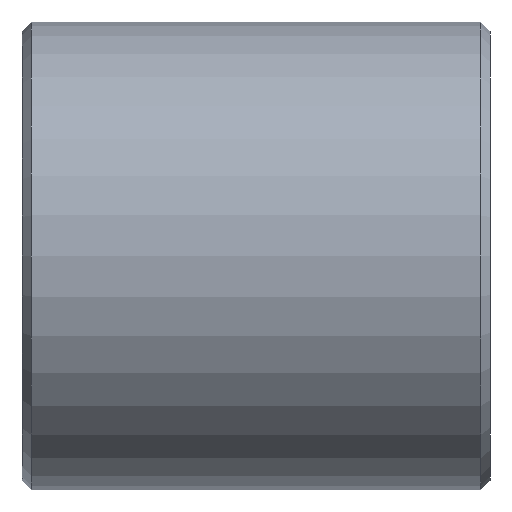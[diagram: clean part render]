
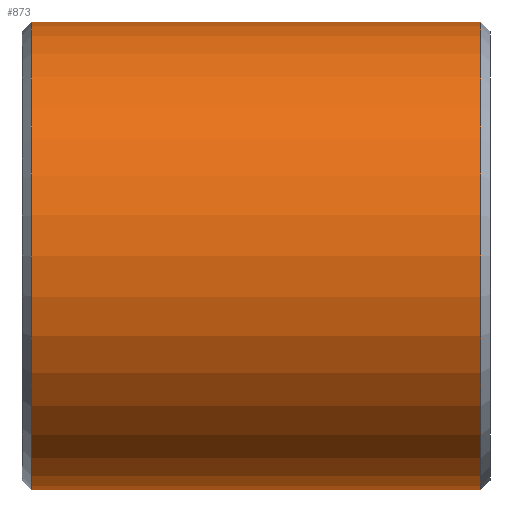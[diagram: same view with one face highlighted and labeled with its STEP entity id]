
A CAD part, left-side view. The second image highlights one B-rep face of the part: STEP entity #873.
In plain terms, the highlighted cylindrical face has radius 3.171 mm (diameter 6.342 mm), a partial arc.
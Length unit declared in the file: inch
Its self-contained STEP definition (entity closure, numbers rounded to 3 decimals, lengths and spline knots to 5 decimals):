
#350 = VERTEX_POINT ( 'NONE', #3397 ) ;
#590 = AXIS2_PLACEMENT_3D ( 'NONE', #4854, #4795, #630 ) ;
#630 = DIRECTION ( 'NONE',  ( 0., 0., 1. ) ) ;
#873 = ADVANCED_FACE ( 'NONE', ( #909 ), #4994, .T. ) ;
#909 = FACE_OUTER_BOUND ( 'NONE', #2360, .T. ) ;
#1023 = VECTOR ( 'NONE', #4934, 39.37008 ) ;
#1061 = CARTESIAN_POINT ( 'NONE',  ( 0., 0.245, 0. ) ) ;
#1079 = DIRECTION ( 'NONE',  ( 0., 0., 1. ) ) ;
#1099 = DIRECTION ( 'NONE',  ( 0., -1., 0. ) ) ;
#1137 = CARTESIAN_POINT ( 'NONE',  ( 0., 0.25, 0. ) ) ;
#1315 = CARTESIAN_POINT ( 'NONE',  ( 0., 0.245, 0.12485 ) ) ;
#1480 = EDGE_CURVE ( 'NONE', #4132, #3278, #5243, .T. ) ;
#1567 = ORIENTED_EDGE ( 'NONE', *, *, #3196, .F. ) ;
#1686 = ORIENTED_EDGE ( 'NONE', *, *, #3516, .T. ) ;
#1776 = DIRECTION ( 'NONE',  ( 0., -1., 0. ) ) ;
#1882 = ORIENTED_EDGE ( 'NONE', *, *, #4233, .T. ) ;
#1912 = DIRECTION ( 'NONE',  ( 0., -1., 0. ) ) ;
#2267 = CARTESIAN_POINT ( 'NONE',  ( 0., 0.245, -0.12485 ) ) ;
#2334 = LINE ( 'NONE', #4296, #3251 ) ;
#2360 = EDGE_LOOP ( 'NONE', ( #1567, #4273, #1686, #1882 ) ) ;
#2628 = VERTEX_POINT ( 'NONE', #3285 ) ;
#2833 = DIRECTION ( 'NONE',  ( 0., 0., -1. ) ) ;
#3165 = AXIS2_PLACEMENT_3D ( 'NONE', #1061, #1912, #1079 ) ;
#3196 = EDGE_CURVE ( 'NONE', #4132, #2628, #2334, .T. ) ;
#3251 = VECTOR ( 'NONE', #1776, 39.37008 ) ;
#3278 = VERTEX_POINT ( 'NONE', #2267 ) ;
#3285 = CARTESIAN_POINT ( 'NONE',  ( 0., 0.005, 0.12485 ) ) ;
#3385 = LINE ( 'NONE', #4443, #1023 ) ;
#3397 = CARTESIAN_POINT ( 'NONE',  ( 0., 0.005, -0.12485 ) ) ;
#3516 = EDGE_CURVE ( 'NONE', #3278, #350, #3385, .T. ) ;
#4132 = VERTEX_POINT ( 'NONE', #1315 ) ;
#4233 = EDGE_CURVE ( 'NONE', #350, #2628, #5227, .T. ) ;
#4273 = ORIENTED_EDGE ( 'NONE', *, *, #1480, .T. ) ;
#4296 = CARTESIAN_POINT ( 'NONE',  ( 0., 0.25, 0.12485 ) ) ;
#4443 = CARTESIAN_POINT ( 'NONE',  ( 0., 0.25, -0.12485 ) ) ;
#4795 = DIRECTION ( 'NONE',  ( 0., 1., 0. ) ) ;
#4854 = CARTESIAN_POINT ( 'NONE',  ( 0., 0.005, 0. ) ) ;
#4934 = DIRECTION ( 'NONE',  ( 0., -1., 0. ) ) ;
#4994 = CYLINDRICAL_SURFACE ( 'NONE', #5019, 0.12485 ) ;
#5019 = AXIS2_PLACEMENT_3D ( 'NONE', #1137, #1099, #2833 ) ;
#5227 = CIRCLE ( 'NONE', #590, 0.12485 ) ;
#5243 = CIRCLE ( 'NONE', #3165, 0.12485 ) ;
